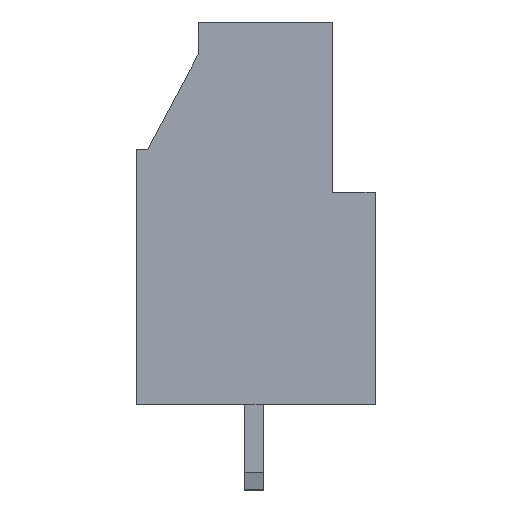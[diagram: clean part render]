
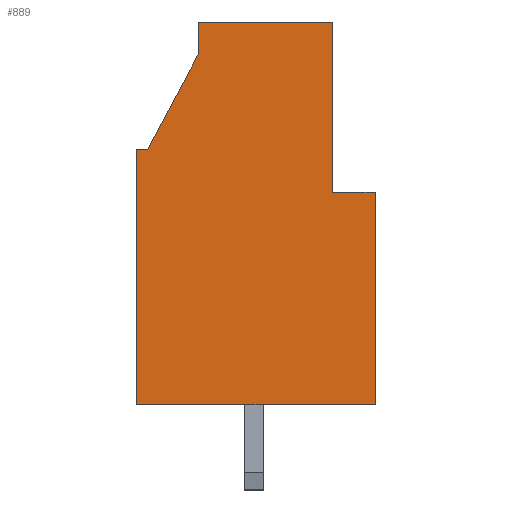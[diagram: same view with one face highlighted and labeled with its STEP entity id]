
A CAD part, front view. The second image highlights one B-rep face of the part: STEP entity #889.
In plain terms, the highlighted planar face has unit normal (0, -1, 0).
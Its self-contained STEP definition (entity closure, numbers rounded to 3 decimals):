
#889 = ADVANCED_FACE( '', ( #1896 ), #1897, .F. );
#1896 = FACE_OUTER_BOUND( '', #3025, .T. );
#1897 = PLANE( '', #3026 );
#3025 = EDGE_LOOP( '', ( #5419, #5420, #5421, #5422, #5423, #5424, #5425, #5426, #5427 ) );
#3026 = AXIS2_PLACEMENT_3D( '', #5428, #5429, #5430 );
#5419 = ORIENTED_EDGE( '', *, *, #7526, .F. );
#5420 = ORIENTED_EDGE( '', *, *, #7445, .F. );
#5421 = ORIENTED_EDGE( '', *, *, #7390, .F. );
#5422 = ORIENTED_EDGE( '', *, *, #7695, .F. );
#5423 = ORIENTED_EDGE( '', *, *, #6948, .F. );
#5424 = ORIENTED_EDGE( '', *, *, #7696, .T. );
#5425 = ORIENTED_EDGE( '', *, *, #7697, .F. );
#5426 = ORIENTED_EDGE( '', *, *, #7037, .T. );
#5427 = ORIENTED_EDGE( '', *, *, #7219, .F. );
#5428 = CARTESIAN_POINT( '', ( 12.134, -2.5, 19.8 ) );
#5429 = DIRECTION( '', ( 0., 1., 0. ) );
#5430 = DIRECTION( '', ( 1., 0., 0. ) );
#6948 = EDGE_CURVE( '', #8399, #8401, #8402, .T. );
#7037 = EDGE_CURVE( '', #8545, #8549, #8551, .T. );
#7219 = EDGE_CURVE( '', #8844, #8549, #8846, .T. );
#7390 = EDGE_CURVE( '', #9105, #9107, #9108, .T. );
#7445 = EDGE_CURVE( '', #9107, #9185, #9186, .T. );
#7526 = EDGE_CURVE( '', #9185, #8844, #9302, .T. );
#7695 = EDGE_CURVE( '', #8401, #9105, #9523, .T. );
#7696 = EDGE_CURVE( '', #8399, #9524, #9525, .T. );
#7697 = EDGE_CURVE( '', #8545, #9524, #9526, .T. );
#8399 = VERTEX_POINT( '', #10439 );
#8401 = VERTEX_POINT( '', #10442 );
#8402 = LINE( '', #10443, #10444 );
#8545 = VERTEX_POINT( '', #10645 );
#8549 = VERTEX_POINT( '', #10651 );
#8551 = LINE( '', #10654, #10655 );
#8844 = VERTEX_POINT( '', #11086 );
#8846 = LINE( '', #11089, #11090 );
#9105 = VERTEX_POINT( '', #11469 );
#9107 = VERTEX_POINT( '', #11472 );
#9108 = LINE( '', #11473, #11474 );
#9185 = VERTEX_POINT( '', #11589 );
#9186 = LINE( '', #11590, #11591 );
#9302 = LINE( '', #11762, #11763 );
#9523 = LINE( '', #12094, #12095 );
#9524 = VERTEX_POINT( '', #12096 );
#9525 = LINE( '', #12097, #12098 );
#9526 = LINE( '', #12099, #12100 );
#10439 = CARTESIAN_POINT( '', ( 0., -2.5, 12. ) );
#10442 = CARTESIAN_POINT( '', ( 0.5, -2.5, 12. ) );
#10443 = CARTESIAN_POINT( '', ( 5.35, -2.5, 12. ) );
#10444 = VECTOR( '', #12782, 1000. );
#10645 = CARTESIAN_POINT( '', ( 11.2, -2.5, 0. ) );
#10651 = CARTESIAN_POINT( '', ( 11.2, -2.5, 10. ) );
#10654 = CARTESIAN_POINT( '', ( 11.2, -2.5, -1. ) );
#10655 = VECTOR( '', #12871, 1000. );
#11086 = CARTESIAN_POINT( '', ( 9.2, -2.5, 10. ) );
#11089 = CARTESIAN_POINT( '', ( 9.038, -2.5, 10. ) );
#11090 = VECTOR( '', #13035, 1000. );
#11469 = CARTESIAN_POINT( '', ( 2.9, -2.5, 16.5 ) );
#11472 = CARTESIAN_POINT( '', ( 2.9, -2.5, 18. ) );
#11473 = CARTESIAN_POINT( '', ( 2.9, -2.5, -1. ) );
#11474 = VECTOR( '', #13178, 1000. );
#11589 = CARTESIAN_POINT( '', ( 9.2, -2.5, 18. ) );
#11590 = CARTESIAN_POINT( '', ( 5.35, -2.5, 18. ) );
#11591 = VECTOR( '', #13220, 1000. );
#11762 = CARTESIAN_POINT( '', ( 9.2, -2.5, 18. ) );
#11763 = VECTOR( '', #13288, 1000. );
#12094 = CARTESIAN_POINT( '', ( -6.433, -2.5, -1. ) );
#12095 = VECTOR( '', #13423, 1000. );
#12096 = CARTESIAN_POINT( '', ( 0., -2.5, 0. ) );
#12097 = CARTESIAN_POINT( '', ( 0., -2.5, -1. ) );
#12098 = VECTOR( '', #13424, 1000. );
#12099 = CARTESIAN_POINT( '', ( 5.35, -2.5, 0. ) );
#12100 = VECTOR( '', #13425, 1000. );
#12782 = DIRECTION( '', ( 1., 0., 0. ) );
#12871 = DIRECTION( '', ( 0., 0., 1. ) );
#13035 = DIRECTION( '', ( 1., 0., 0. ) );
#13178 = DIRECTION( '', ( 0., 0., 1. ) );
#13220 = DIRECTION( '', ( 1., 0., 0. ) );
#13288 = DIRECTION( '', ( 0., 0., -1. ) );
#13423 = DIRECTION( '', ( 0.471, 0., 0.882 ) );
#13424 = DIRECTION( '', ( 0., 0., -1. ) );
#13425 = DIRECTION( '', ( -1., 0., 0. ) );
